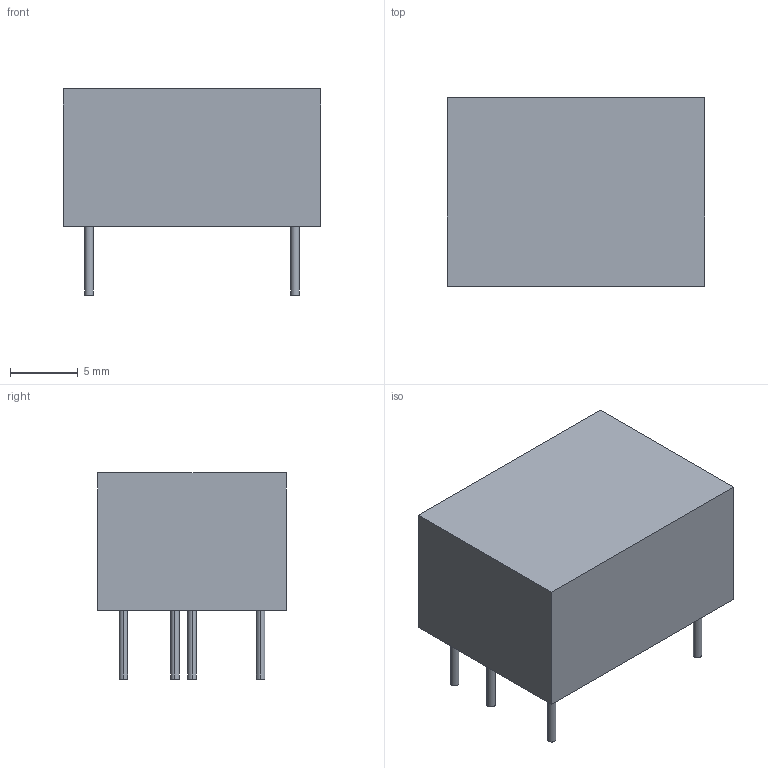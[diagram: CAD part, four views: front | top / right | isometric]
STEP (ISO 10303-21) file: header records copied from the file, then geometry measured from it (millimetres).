
FILE_DESCRIPTION((''),'2;1');
FILE_NAME('DCDC_PICO_SA.stp','2016-07-31T22:55:10',(''),(''),'Mechanical Desktop 2011','Mechanical Desktop 2011',', , ');
FILE_SCHEMA(('AUTOMOTIVE_DESIGN { 1 2 10303 214 1 1 1 1 }'));
Length unit declared in the file: millimetre
Products named in the file (1): Product
Bounding box: 19.05 x 13.97 x 15.24 mm (x, y, z)
Volume: 2713.5 mm3; surface area: 1267.8 mm2
Topology: 7 solids, 7 shells, 30 faces, 49 edges, 33 vertices
Faces by surface type: plane 18, cylinder 12
Entity records: 832 total; most frequent: DIRECTION 150, CARTESIAN_POINT 123, ORIENTED_EDGE 96, AXIS2_PLACEMENT_3D 63, EDGE_CURVE 48, VERTEX_POINT 32, EDGE_LOOP 30, FACE_OUTER_BOUND 30
